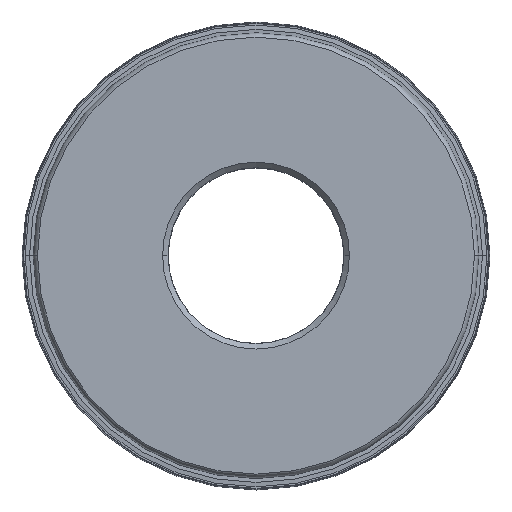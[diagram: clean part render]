
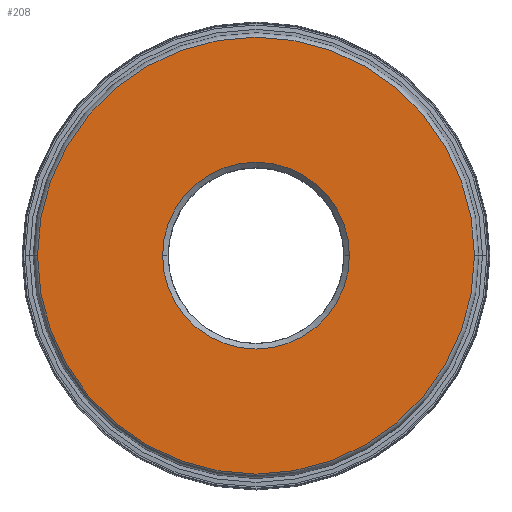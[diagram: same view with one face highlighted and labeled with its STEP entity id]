
A CAD part, top view. The second image highlights one B-rep face of the part: STEP entity #208.
In plain terms, the highlighted planar face has unit normal (0, 0, 1).
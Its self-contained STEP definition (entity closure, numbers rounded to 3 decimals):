
#66=PLANE('',#1878);
#75=FACE_BOUND('',#403,.T.);
#76=FACE_BOUND('',#404,.T.);
#208=ADVANCED_FACE('',(#75,#76),#66,.T.);
#403=EDGE_LOOP('',(#778,#779,#780,#781));
#404=EDGE_LOOP('',(#782,#783,#784,#785));
#778=ORIENTED_EDGE('',*,*,#1152,.T.);
#779=ORIENTED_EDGE('',*,*,#1153,.F.);
#780=ORIENTED_EDGE('',*,*,#1154,.T.);
#781=ORIENTED_EDGE('',*,*,#1155,.T.);
#782=ORIENTED_EDGE('',*,*,#1148,.T.);
#783=ORIENTED_EDGE('',*,*,#1147,.T.);
#784=ORIENTED_EDGE('',*,*,#1151,.T.);
#785=ORIENTED_EDGE('',*,*,#1150,.T.);
#946=VERTEX_POINT('',#2883);
#947=VERTEX_POINT('',#2885);
#948=VERTEX_POINT('',#2887);
#949=VERTEX_POINT('',#2891);
#950=VERTEX_POINT('',#2895);
#951=VERTEX_POINT('',#2896);
#952=VERTEX_POINT('',#2898);
#953=VERTEX_POINT('',#2900);
#1147=EDGE_CURVE('',#947,#946,#1298,.T.);
#1148=EDGE_CURVE('',#948,#947,#1299,.T.);
#1150=EDGE_CURVE('',#949,#948,#1300,.T.);
#1151=EDGE_CURVE('',#946,#949,#1301,.T.);
#1152=EDGE_CURVE('',#950,#951,#1302,.T.);
#1153=EDGE_CURVE('',#952,#951,#1303,.T.);
#1154=EDGE_CURVE('',#952,#953,#1304,.T.);
#1155=EDGE_CURVE('',#953,#950,#1305,.T.);
#1298=CIRCLE('',#1868,20.285);
#1299=CIRCLE('',#1869,20.285);
#1300=CIRCLE('',#1871,20.285);
#1301=CIRCLE('',#1872,20.285);
#1302=CIRCLE('',#1874,47.439);
#1303=CIRCLE('',#1875,47.439);
#1304=CIRCLE('',#1876,47.439);
#1305=CIRCLE('',#1877,47.439);
#1868=AXIS2_PLACEMENT_3D('',#2884,#2402,#2403);
#1869=AXIS2_PLACEMENT_3D('',#2886,#2404,#2405);
#1871=AXIS2_PLACEMENT_3D('',#2890,#2409,#2410);
#1872=AXIS2_PLACEMENT_3D('',#2892,#2411,#2412);
#1874=AXIS2_PLACEMENT_3D('',#2894,#2415,#2416);
#1875=AXIS2_PLACEMENT_3D('',#2897,#2417,#2418);
#1876=AXIS2_PLACEMENT_3D('',#2899,#2419,#2420);
#1877=AXIS2_PLACEMENT_3D('',#2901,#2421,#2422);
#1878=AXIS2_PLACEMENT_3D('',#2902,#2423,#2424);
#2402=DIRECTION('',(0.,0.,-1.));
#2403=DIRECTION('',(0.,-1.,0.));
#2404=DIRECTION('',(0.,0.,-1.));
#2405=DIRECTION('',(1.,0.,0.));
#2409=DIRECTION('',(0.,0.,-1.));
#2410=DIRECTION('',(0.,1.,0.));
#2411=DIRECTION('',(0.,0.,-1.));
#2412=DIRECTION('',(-1.,0.,0.));
#2415=DIRECTION('',(0.,0.,1.));
#2416=DIRECTION('',(-1.,0.,0.));
#2417=DIRECTION('',(0.,0.,-1.));
#2418=DIRECTION('',(1.,0.,0.));
#2419=DIRECTION('',(0.,0.,1.));
#2420=DIRECTION('',(1.,0.,0.));
#2421=DIRECTION('',(0.,0.,1.));
#2422=DIRECTION('',(-1.,0.,0.));
#2423=DIRECTION('',(0.,0.,1.));
#2424=DIRECTION('',(0.,-1.,0.));
#2883=CARTESIAN_POINT('',(-20.285,0.,0.));
#2884=CARTESIAN_POINT('',(0.,0.,0.));
#2885=CARTESIAN_POINT('',(0.,-20.285,0.));
#2886=CARTESIAN_POINT('',(0.,0.,0.));
#2887=CARTESIAN_POINT('',(20.285,0.,0.));
#2890=CARTESIAN_POINT('',(0.,0.,0.));
#2891=CARTESIAN_POINT('',(0.,20.285,0.));
#2892=CARTESIAN_POINT('',(0.,0.,0.));
#2894=CARTESIAN_POINT('',(0.,0.,0.));
#2895=CARTESIAN_POINT('',(-47.439,0.,0.));
#2896=CARTESIAN_POINT('',(47.439,-0.021,0.));
#2897=CARTESIAN_POINT('',(0.,0.,0.));
#2898=CARTESIAN_POINT('',(47.439,0.,0.));
#2899=CARTESIAN_POINT('',(0.,0.,0.));
#2900=CARTESIAN_POINT('',(-47.439,0.021,0.));
#2901=CARTESIAN_POINT('',(0.,0.,0.));
#2902=CARTESIAN_POINT('',(0.,0.,0.));
